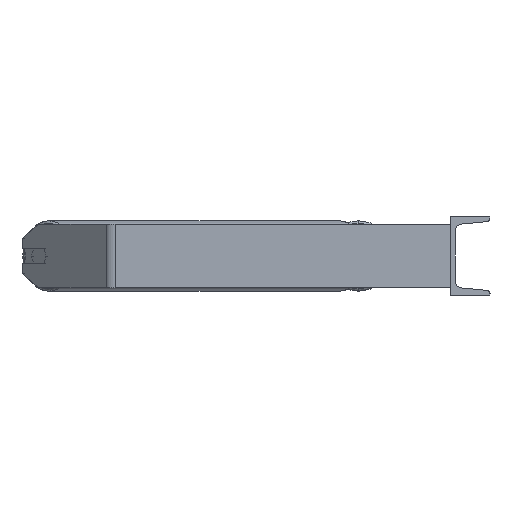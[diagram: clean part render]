
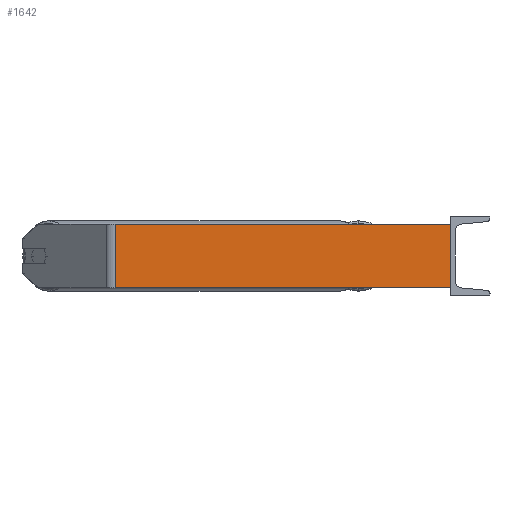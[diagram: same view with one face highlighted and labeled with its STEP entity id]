
A CAD part, left-side view. The second image highlights one B-rep face of the part: STEP entity #1642.
In plain terms, the highlighted planar face has unit normal (-1, 0, 0).
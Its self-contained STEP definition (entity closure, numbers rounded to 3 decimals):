
#61 = DIRECTION ( 'NONE',  ( 0., -1., 0. ) ) ;
#294 = LINE ( 'NONE', #7770, #1954 ) ;
#435 = EDGE_LOOP ( 'NONE', ( #7835, #8653, #4517, #3574 ) ) ;
#692 = VECTOR ( 'NONE', #3058, 1000. ) ;
#1014 = CARTESIAN_POINT ( 'NONE',  ( -785., 424.575, 40. ) ) ;
#1317 = CARTESIAN_POINT ( 'NONE',  ( -785., 424.575, -40. ) ) ;
#1642 = ADVANCED_FACE ( 'NONE', ( #2682 ), #3190, .F. ) ;
#1954 = VECTOR ( 'NONE', #7210, 1000. ) ;
#2018 = VERTEX_POINT ( 'NONE', #2721 ) ;
#2139 = AXIS2_PLACEMENT_3D ( 'NONE', #6712, #8011, #3844 ) ;
#2389 = DIRECTION ( 'NONE',  ( 0., 0., -1. ) ) ;
#2427 = EDGE_CURVE ( 'NONE', #2018, #7242, #7176, .T. ) ;
#2488 = VERTEX_POINT ( 'NONE', #6384 ) ;
#2492 = CARTESIAN_POINT ( 'NONE',  ( -785., 0., 40. ) ) ;
#2682 = FACE_OUTER_BOUND ( 'NONE', #435, .T. ) ;
#2721 = CARTESIAN_POINT ( 'NONE',  ( -785., 424.575, 40. ) ) ;
#2955 = EDGE_CURVE ( 'NONE', #7242, #5311, #6421, .T. ) ;
#3058 = DIRECTION ( 'NONE',  ( 0., 0., -1. ) ) ;
#3099 = CARTESIAN_POINT ( 'NONE',  ( -785., 0., -40. ) ) ;
#3190 = PLANE ( 'NONE',  #2139 ) ;
#3574 = ORIENTED_EDGE ( 'NONE', *, *, #2427, .T. ) ;
#3844 = DIRECTION ( 'NONE',  ( 0., 1., 0. ) ) ;
#4293 = CARTESIAN_POINT ( 'NONE',  ( -785., 431.202, -40. ) ) ;
#4517 = ORIENTED_EDGE ( 'NONE', *, *, #4630, .F. ) ;
#4590 = VECTOR ( 'NONE', #2389, 1000. ) ;
#4630 = EDGE_CURVE ( 'NONE', #2018, #2488, #294, .T. ) ;
#5277 = LINE ( 'NONE', #2492, #4590 ) ;
#5311 = VERTEX_POINT ( 'NONE', #3099 ) ;
#5817 = VECTOR ( 'NONE', #61, 1000. ) ;
#6384 = CARTESIAN_POINT ( 'NONE',  ( -785., 0., 40. ) ) ;
#6421 = LINE ( 'NONE', #4293, #5817 ) ;
#6712 = CARTESIAN_POINT ( 'NONE',  ( -785., 431.202, 40. ) ) ;
#7176 = LINE ( 'NONE', #1014, #692 ) ;
#7210 = DIRECTION ( 'NONE',  ( 0., -1., 0. ) ) ;
#7242 = VERTEX_POINT ( 'NONE', #1317 ) ;
#7770 = CARTESIAN_POINT ( 'NONE',  ( -785., 431.202, 40. ) ) ;
#7835 = ORIENTED_EDGE ( 'NONE', *, *, #2955, .T. ) ;
#8011 = DIRECTION ( 'NONE',  ( 1., 0., 0. ) ) ;
#8653 = ORIENTED_EDGE ( 'NONE', *, *, #8709, .F. ) ;
#8709 = EDGE_CURVE ( 'NONE', #2488, #5311, #5277, .T. ) ;
